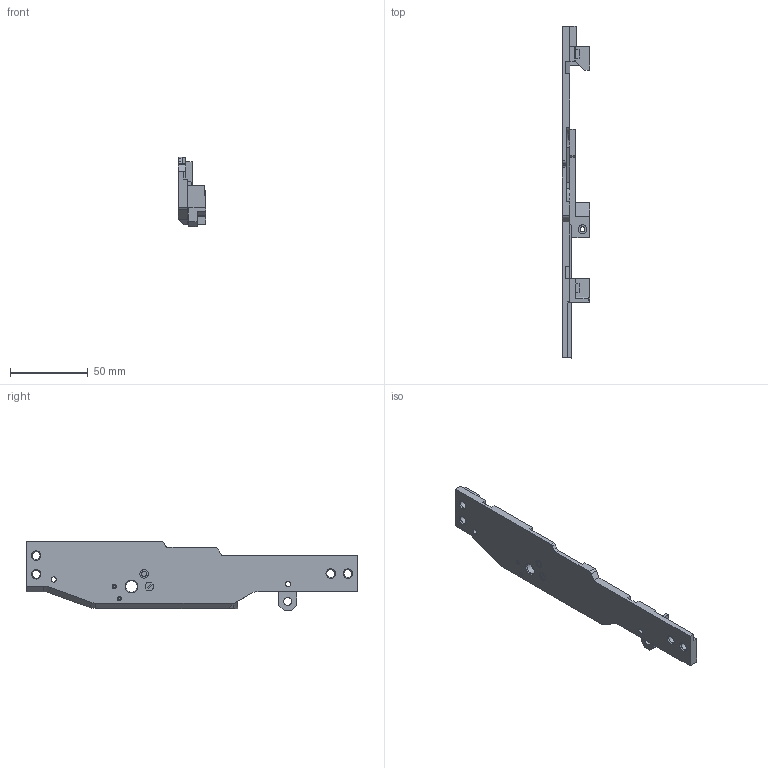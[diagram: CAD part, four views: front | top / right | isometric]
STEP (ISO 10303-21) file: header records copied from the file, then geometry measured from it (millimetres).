
FILE_DESCRIPTION(/* description */ (''),/* implementation_level */ '2;1');
FILE_NAME(/* name */ '15.1-receiver-right-flat.step',/* time_stamp */ '2022-04-06T21:23:11+01:00',/* author */ (''),/* organization */ (''),/* preprocessor_version */ 'ST-DEVELOPER v18.1',/* originating_system */ 'Autodesk Translation Framework v10.13.0.1454',/* authorisation */ '');
FILE_SCHEMA (('AUTOMOTIVE_DESIGN { 1 0 10303 214 3 1 1 }'));
Length unit declared in the file: millimetre
Products named in the file (1): 15.1-receiver-right-flat
Bounding box: 17.5 x 213 x 44.78 mm (x, y, z)
Volume: 37141.6 mm3; surface area: 21135.9 mm2
Topology: 1 solids, 1 shells, 258 faces, 661 edges, 432 vertices
Faces by surface type: plane 211, cylinder 37, cone 9, bspline 1
Full cylindrical faces by diameter (mm): 1.5 x1, 3.1 x1, 3.3 x4, 3.5 x1, 5.1 x1, 5.15 x4, 5.5 x1, 5.6 x1, 7.2 x1, 7.55 x4, 9.6 x1, 9.85 x4
Entity records: 7814 total; most frequent: CARTESIAN_POINT 1379, ORIENTED_EDGE 1322, DIRECTION 1269, EDGE_CURVE 661, LINE 563, VECTOR 563, VERTEX_POINT 432, AXIS2_PLACEMENT_3D 353
